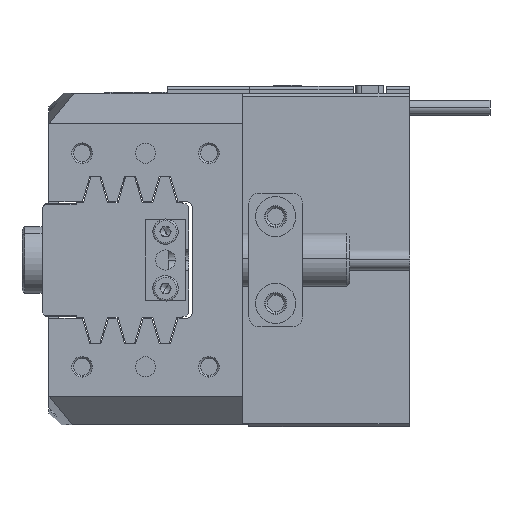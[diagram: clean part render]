
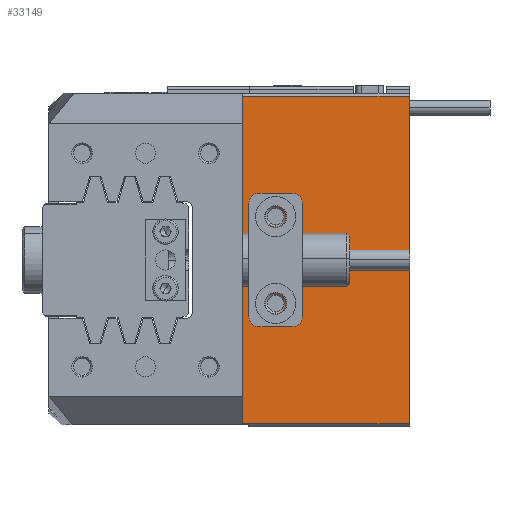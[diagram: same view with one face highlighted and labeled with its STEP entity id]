
A CAD part, left-side view. The second image highlights one B-rep face of the part: STEP entity #33149.
In plain terms, the highlighted planar face has unit normal (-1, 0, 0).
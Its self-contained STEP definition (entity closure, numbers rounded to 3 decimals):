
#32 = EDGE_CURVE ( 'NONE', #17550, #12656, #9500, .T. ) ;
#1416 = VECTOR ( 'NONE', #35522, 1000. ) ;
#2051 = DIRECTION ( 'NONE',  ( 0., 0., -1. ) ) ;
#2088 = CARTESIAN_POINT ( 'NONE',  ( -40.5, -32.5, -24.5 ) ) ;
#2450 = DIRECTION ( 'NONE',  ( 1., 0., 0. ) ) ;
#2710 = CARTESIAN_POINT ( 'NONE',  ( -40.5, -32.5, 24.5 ) ) ;
#3710 = CARTESIAN_POINT ( 'NONE',  ( -40.5, -7.5, 24.5 ) ) ;
#4339 = CARTESIAN_POINT ( 'NONE',  ( -40.5, -12.5, 6.5 ) ) ;
#4582 = VERTEX_POINT ( 'NONE', #27453 ) ;
#8877 = DIRECTION ( 'NONE',  ( 0., 1., 0. ) ) ;
#9428 = CARTESIAN_POINT ( 'NONE',  ( -40.5, -32.5, -24.5 ) ) ;
#9500 = CIRCLE ( 'NONE', #19554, 1.55 ) ;
#10094 = FACE_BOUND ( 'NONE', #35835, .T. ) ;
#10143 = DIRECTION ( 'NONE',  ( 0., 0., -1. ) ) ;
#10557 = CARTESIAN_POINT ( 'NONE',  ( -40.5, -12.5, -6.5 ) ) ;
#11206 = DIRECTION ( 'NONE',  ( 1., 0., 0. ) ) ;
#11375 = EDGE_LOOP ( 'NONE', ( #38363, #15166 ) ) ;
#11670 = DIRECTION ( 'NONE',  ( 0., 0., -1. ) ) ;
#12451 = CARTESIAN_POINT ( 'NONE',  ( -40.5, -7.5, -24.5 ) ) ;
#12656 = VERTEX_POINT ( 'NONE', #32389 ) ;
#13084 = CARTESIAN_POINT ( 'NONE',  ( -40.5, -12.5, -8.05 ) ) ;
#13089 = ORIENTED_EDGE ( 'NONE', *, *, #20119, .T. ) ;
#13247 = VECTOR ( 'NONE', #8877, 1000. ) ;
#13515 = EDGE_CURVE ( 'NONE', #12656, #17550, #26108, .T. ) ;
#13930 = DIRECTION ( 'NONE',  ( 0., 0., -1. ) ) ;
#14705 = AXIS2_PLACEMENT_3D ( 'NONE', #17240, #27382, #40963 ) ;
#14947 = CARTESIAN_POINT ( 'NONE',  ( -40.5, -32.5, 25. ) ) ;
#15166 = ORIENTED_EDGE ( 'NONE', *, *, #32, .T. ) ;
#15296 = LINE ( 'NONE', #2710, #13247 ) ;
#15491 = EDGE_CURVE ( 'NONE', #4582, #37090, #34691, .T. ) ;
#15667 = CARTESIAN_POINT ( 'NONE',  ( -40.5, -12.5, -4.95 ) ) ;
#16576 = EDGE_CURVE ( 'NONE', #21643, #37090, #40744, .T. ) ;
#16652 = DIRECTION ( 'NONE',  ( 0., 0., -1. ) ) ;
#16936 = CARTESIAN_POINT ( 'NONE',  ( -40.5, -7.5, 25. ) ) ;
#17240 = CARTESIAN_POINT ( 'NONE',  ( -40.5, -12.5, -6.5 ) ) ;
#17289 = DIRECTION ( 'NONE',  ( 1., 0., 0. ) ) ;
#17550 = VERTEX_POINT ( 'NONE', #27030 ) ;
#19554 = AXIS2_PLACEMENT_3D ( 'NONE', #4339, #11206, #13930 ) ;
#19762 = AXIS2_PLACEMENT_3D ( 'NONE', #10557, #29645, #10143 ) ;
#20119 = EDGE_CURVE ( 'NONE', #4582, #25318, #15296, .T. ) ;
#20353 = EDGE_CURVE ( 'NONE', #30669, #24349, #25499, .T. ) ;
#20802 = ORIENTED_EDGE ( 'NONE', *, *, #20353, .T. ) ;
#21643 = VERTEX_POINT ( 'NONE', #12451 ) ;
#24116 = AXIS2_PLACEMENT_3D ( 'NONE', #24300, #17289, #27569 ) ;
#24300 = CARTESIAN_POINT ( 'NONE',  ( -40.5, -32.5, 25. ) ) ;
#24349 = VERTEX_POINT ( 'NONE', #15667 ) ;
#25318 = VERTEX_POINT ( 'NONE', #3710 ) ;
#25499 = CIRCLE ( 'NONE', #19762, 1.55 ) ;
#26108 = CIRCLE ( 'NONE', #40427, 1.55 ) ;
#26403 = FACE_OUTER_BOUND ( 'NONE', #41632, .T. ) ;
#27030 = CARTESIAN_POINT ( 'NONE',  ( -40.5, -12.5, 4.95 ) ) ;
#27291 = PLANE ( 'NONE',  #24116 ) ;
#27382 = DIRECTION ( 'NONE',  ( 1., 0., 0. ) ) ;
#27453 = CARTESIAN_POINT ( 'NONE',  ( -40.5, -32.5, 24.5 ) ) ;
#27569 = DIRECTION ( 'NONE',  ( 0., 0., -1. ) ) ;
#29598 = VECTOR ( 'NONE', #16652, 1000. ) ;
#29645 = DIRECTION ( 'NONE',  ( 1., 0., 0. ) ) ;
#30632 = LINE ( 'NONE', #16936, #29598 ) ;
#30660 = ORIENTED_EDGE ( 'NONE', *, *, #40587, .T. ) ;
#30669 = VERTEX_POINT ( 'NONE', #13084 ) ;
#31073 = ORIENTED_EDGE ( 'NONE', *, *, #38321, .T. ) ;
#32352 = ORIENTED_EDGE ( 'NONE', *, *, #16576, .T. ) ;
#32389 = CARTESIAN_POINT ( 'NONE',  ( -40.5, -12.5, 8.05 ) ) ;
#33149 = ADVANCED_FACE ( 'NONE', ( #35101, #10094, #26403 ), #27291, .F. ) ;
#34691 = LINE ( 'NONE', #14947, #36722 ) ;
#35101 = FACE_BOUND ( 'NONE', #11375, .T. ) ;
#35522 = DIRECTION ( 'NONE',  ( 0., -1., 0. ) ) ;
#35835 = EDGE_LOOP ( 'NONE', ( #30660, #20802 ) ) ;
#36722 = VECTOR ( 'NONE', #11670, 1000. ) ;
#37090 = VERTEX_POINT ( 'NONE', #2088 ) ;
#38321 = EDGE_CURVE ( 'NONE', #25318, #21643, #30632, .T. ) ;
#38363 = ORIENTED_EDGE ( 'NONE', *, *, #13515, .T. ) ;
#40427 = AXIS2_PLACEMENT_3D ( 'NONE', #41323, #2450, #2051 ) ;
#40587 = EDGE_CURVE ( 'NONE', #24349, #30669, #41257, .T. ) ;
#40744 = LINE ( 'NONE', #9428, #1416 ) ;
#40952 = ORIENTED_EDGE ( 'NONE', *, *, #15491, .F. ) ;
#40963 = DIRECTION ( 'NONE',  ( 0., 0., -1. ) ) ;
#41257 = CIRCLE ( 'NONE', #14705, 1.55 ) ;
#41323 = CARTESIAN_POINT ( 'NONE',  ( -40.5, -12.5, 6.5 ) ) ;
#41632 = EDGE_LOOP ( 'NONE', ( #31073, #32352, #40952, #13089 ) ) ;
